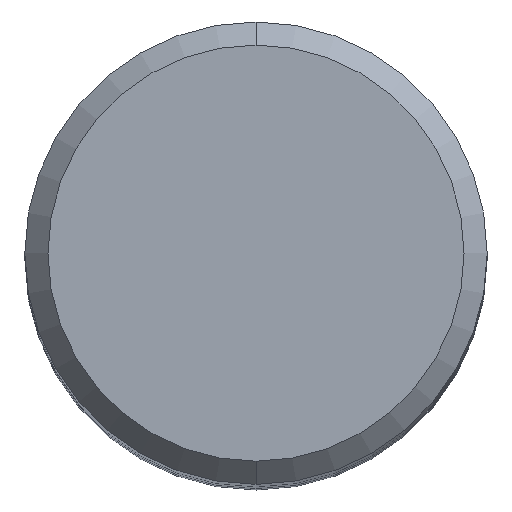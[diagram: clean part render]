
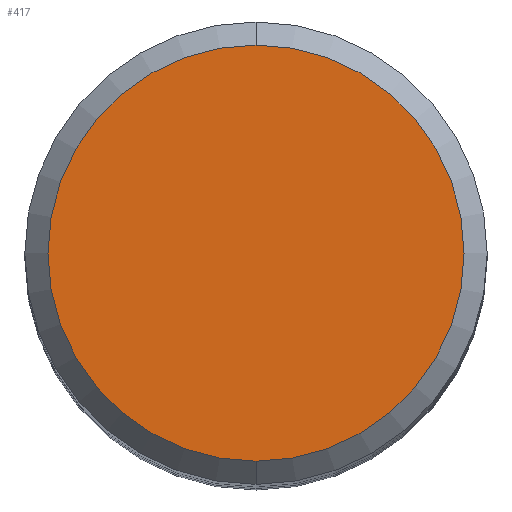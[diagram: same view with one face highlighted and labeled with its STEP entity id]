
A CAD part, top view. The second image highlights one B-rep face of the part: STEP entity #417.
In plain terms, the highlighted planar face has unit normal (0, 0, 1).
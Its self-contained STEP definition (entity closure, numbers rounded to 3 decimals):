
#211=VERTEX_POINT('',#506);
#293=VERTEX_POINT('',#595);
#375=EDGE_CURVE('',#293,#211,#688,.T.);
#395=EDGE_CURVE('',#211,#293,#710,.T.);
#417=ADVANCED_FACE('',(#733),#734,.T.);
#506=CARTESIAN_POINT('',(0.,-7.2,0.0));
#595=CARTESIAN_POINT('',(0.0,7.2,0.0));
#688=CIRCLE('',#1194,7.2);
#710=CIRCLE('',#1280,7.2);
#733=FACE_OUTER_BOUND('',#1373,.T.);
#734=PLANE('',#1374);
#1194=AXIS2_PLACEMENT_3D('',#1707,#1708,#1709);
#1280=AXIS2_PLACEMENT_3D('',#1727,#1728,#1729);
#1373=EDGE_LOOP('',(#1747,#1748));
#1374=AXIS2_PLACEMENT_3D('',#1749,#1750,#1751);
#1707=CARTESIAN_POINT('',(0.0,0.0,0.0));
#1708=DIRECTION('',(0.0,0.0,-1.0));
#1709=DIRECTION('',(0.0,1.0,0.0));
#1727=CARTESIAN_POINT('',(0.0,0.0,0.0));
#1728=DIRECTION('',(0.0,0.0,-1.0));
#1729=DIRECTION('',(0.0,1.0,0.0));
#1747=ORIENTED_EDGE('',*,*,#375,.F.);
#1748=ORIENTED_EDGE('',*,*,#395,.F.);
#1749=CARTESIAN_POINT('',(0.0,3.6,0.0));
#1750=DIRECTION('',(-0.0,0.0,1.0));
#1751=DIRECTION('',(0.0,-1.0,0.0));
